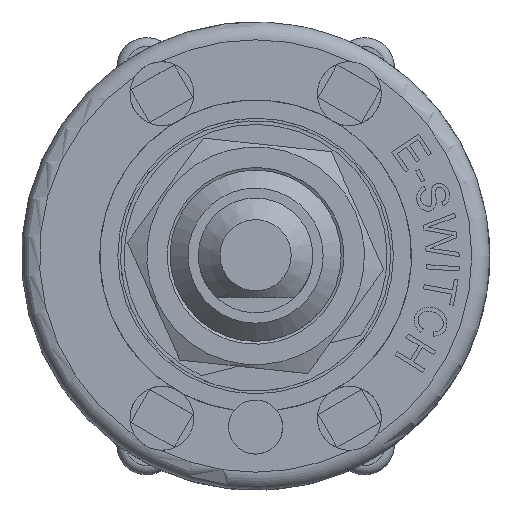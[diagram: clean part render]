
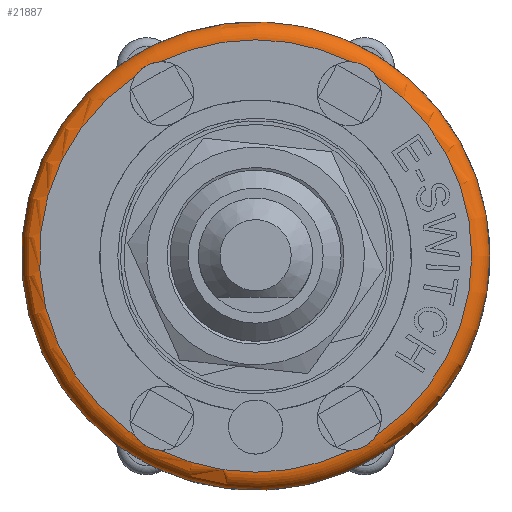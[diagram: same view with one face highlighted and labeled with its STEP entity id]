
A CAD part, top view. The second image highlights one B-rep face of the part: STEP entity #21887.
In plain terms, the highlighted toroidal (fillet/blend) face has major radius 12 mm and minor radius 1 mm.
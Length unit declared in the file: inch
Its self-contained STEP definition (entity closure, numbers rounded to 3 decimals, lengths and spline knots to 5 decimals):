
#21237=CARTESIAN_POINT('',(0.51181,0.0,0.37402));
#21238=VERTEX_POINT('',#21237);
#21239=CARTESIAN_POINT('',(0.0,0.0,0.37402));
#21240=DIRECTION('',(0.0,0.0,1.0));
#21241=DIRECTION('',(-1.0,0.0,0.0));
#21242=AXIS2_PLACEMENT_3D('',#21239,#21240,#21241);
#21243=CIRCLE('',#21242,0.51181);
#21244=EDGE_CURVE('',#21238,#21238,#21243,.T.);
#21487=CARTESIAN_POINT('',(-0.26379,0.39194,0.41339));
#21488=VERTEX_POINT('',#21487);
#21497=CARTESIAN_POINT('',(-0.20753,0.42442,0.41339));
#21498=VERTEX_POINT('',#21497);
#21506=CARTESIAN_POINT('',(-0.26379,0.39194,0.41339));
#21507=CARTESIAN_POINT('',(-0.26063,0.39693,0.41339));
#21508=CARTESIAN_POINT('',(-0.25684,0.40153,0.41318));
#21509=CARTESIAN_POINT('',(-0.25019,0.40776,0.41294));
#21510=CARTESIAN_POINT('',(-0.24774,0.40975,0.41287));
#21511=CARTESIAN_POINT('',(-0.24411,0.41233,0.41281));
#21512=CARTESIAN_POINT('',(-0.24303,0.41306,0.41279));
#21513=CARTESIAN_POINT('',(-0.24115,0.41424,0.41278));
#21514=CARTESIAN_POINT('',(-0.24035,0.41472,0.41278));
#21515=CARTESIAN_POINT('',(-0.23874,0.41565,0.41278));
#21516=CARTESIAN_POINT('',(-0.23791,0.4161,0.41278));
#21517=CARTESIAN_POINT('',(-0.23586,0.41717,0.4128));
#21518=CARTESIAN_POINT('',(-0.23462,0.41777,0.41281));
#21519=CARTESIAN_POINT('',(-0.23029,0.41972,0.41288));
#21520=CARTESIAN_POINT('',(-0.22713,0.42087,0.41296));
#21521=CARTESIAN_POINT('',(-0.2184,0.42336,0.41321));
#21522=CARTESIAN_POINT('',(-0.2129,0.4242,0.41339));
#21523=CARTESIAN_POINT('',(-0.20753,0.42442,0.41339));
#21524=B_SPLINE_CURVE_WITH_KNOTS('',3,(#21506,#21507,#21508,#21509,#21510,#21511,#21512,#21513,#21514,#21515,#21516,#21517,#21518,#21519,#21520,#21521,#21522,#21523),.UNSPECIFIED.,.F.,.U.,(4,2,2,2,2,2,2,2,4),(-0.30321,-0.28459,-0.27477,-0.27072,-0.26786,-0.26495,-0.2607,-0.25033,-0.23279),.UNSPECIFIED.);
#21525=EDGE_CURVE('',#21488,#21498,#21524,.T.);
#21561=CARTESIAN_POINT('',(-0.26379,-0.39194,0.41339));
#21562=VERTEX_POINT('',#21561);
#21572=CARTESIAN_POINT('',(-0.20753,-0.42442,0.41339));
#21573=VERTEX_POINT('',#21572);
#21574=CARTESIAN_POINT('',(-0.20753,-0.42442,0.41339));
#21575=CARTESIAN_POINT('',(-0.21344,-0.42418,0.41339));
#21576=CARTESIAN_POINT('',(-0.21932,-0.42319,0.41318));
#21577=CARTESIAN_POINT('',(-0.22803,-0.42055,0.41294));
#21578=CARTESIAN_POINT('',(-0.23098,-0.41943,0.41287));
#21579=CARTESIAN_POINT('',(-0.23503,-0.41757,0.41281));
#21580=CARTESIAN_POINT('',(-0.2362,-0.417,0.41279));
#21581=CARTESIAN_POINT('',(-0.23817,-0.41596,0.41278));
#21582=CARTESIAN_POINT('',(-0.23898,-0.41551,0.41278));
#21583=CARTESIAN_POINT('',(-0.24059,-0.41458,0.41278));
#21584=CARTESIAN_POINT('',(-0.2414,-0.41409,0.41278));
#21585=CARTESIAN_POINT('',(-0.24335,-0.41285,0.4128));
#21586=CARTESIAN_POINT('',(-0.24449,-0.41207,0.41281));
#21587=CARTESIAN_POINT('',(-0.24834,-0.4093,0.41288));
#21588=CARTESIAN_POINT('',(-0.25092,-0.40713,0.41296));
#21589=CARTESIAN_POINT('',(-0.25744,-0.40082,0.41321));
#21590=CARTESIAN_POINT('',(-0.26092,-0.39648,0.41339));
#21591=CARTESIAN_POINT('',(-0.26379,-0.39194,0.41339));
#21592=B_SPLINE_CURVE_WITH_KNOTS('',3,(#21574,#21575,#21576,#21577,#21578,#21579,#21580,#21581,#21582,#21583,#21584,#21585,#21586,#21587,#21588,#21589,#21590,#21591),.UNSPECIFIED.,.F.,.U.,(4,2,2,2,2,2,2,2,4),(-0.30321,-0.28459,-0.27477,-0.27072,-0.26786,-0.26495,-0.2607,-0.25033,-0.23279),.UNSPECIFIED.);
#21593=EDGE_CURVE('',#21573,#21562,#21592,.T.);
#21661=CARTESIAN_POINT('',(0.20753,-0.42442,0.41339));
#21662=VERTEX_POINT('',#21661);
#21672=CARTESIAN_POINT('',(0.26379,-0.39194,0.41339));
#21673=VERTEX_POINT('',#21672);
#21674=CARTESIAN_POINT('',(0.26379,-0.39194,0.41339));
#21675=CARTESIAN_POINT('',(0.26063,-0.39693,0.41339));
#21676=CARTESIAN_POINT('',(0.25684,-0.40153,0.41318));
#21677=CARTESIAN_POINT('',(0.25019,-0.40776,0.41294));
#21678=CARTESIAN_POINT('',(0.24774,-0.40975,0.41287));
#21679=CARTESIAN_POINT('',(0.24411,-0.41233,0.41281));
#21680=CARTESIAN_POINT('',(0.24303,-0.41306,0.41279));
#21681=CARTESIAN_POINT('',(0.24115,-0.41424,0.41278));
#21682=CARTESIAN_POINT('',(0.24035,-0.41472,0.41278));
#21683=CARTESIAN_POINT('',(0.23874,-0.41565,0.41278));
#21684=CARTESIAN_POINT('',(0.23791,-0.4161,0.41278));
#21685=CARTESIAN_POINT('',(0.23586,-0.41717,0.4128));
#21686=CARTESIAN_POINT('',(0.23462,-0.41777,0.41281));
#21687=CARTESIAN_POINT('',(0.23029,-0.41972,0.41288));
#21688=CARTESIAN_POINT('',(0.22713,-0.42087,0.41296));
#21689=CARTESIAN_POINT('',(0.2184,-0.42336,0.41321));
#21690=CARTESIAN_POINT('',(0.2129,-0.4242,0.41339));
#21691=CARTESIAN_POINT('',(0.20753,-0.42442,0.41339));
#21692=B_SPLINE_CURVE_WITH_KNOTS('',3,(#21674,#21675,#21676,#21677,#21678,#21679,#21680,#21681,#21682,#21683,#21684,#21685,#21686,#21687,#21688,#21689,#21690,#21691),.UNSPECIFIED.,.F.,.U.,(4,2,2,2,2,2,2,2,4),(-0.30321,-0.28459,-0.27477,-0.27072,-0.26786,-0.26495,-0.2607,-0.25033,-0.23279),.UNSPECIFIED.);
#21693=EDGE_CURVE('',#21673,#21662,#21692,.T.);
#21787=CARTESIAN_POINT('',(0.20753,0.42442,0.41339));
#21788=VERTEX_POINT('',#21787);
#21797=CARTESIAN_POINT('',(0.26379,0.39194,0.41339));
#21798=VERTEX_POINT('',#21797);
#21806=CARTESIAN_POINT('',(0.20753,0.42442,0.41339));
#21807=CARTESIAN_POINT('',(0.21344,0.42418,0.41339));
#21808=CARTESIAN_POINT('',(0.21932,0.42319,0.41318));
#21809=CARTESIAN_POINT('',(0.22803,0.42055,0.41294));
#21810=CARTESIAN_POINT('',(0.23098,0.41943,0.41287));
#21811=CARTESIAN_POINT('',(0.23503,0.41757,0.41281));
#21812=CARTESIAN_POINT('',(0.2362,0.417,0.41279));
#21813=CARTESIAN_POINT('',(0.23817,0.41596,0.41278));
#21814=CARTESIAN_POINT('',(0.23898,0.41551,0.41278));
#21815=CARTESIAN_POINT('',(0.24059,0.41458,0.41278));
#21816=CARTESIAN_POINT('',(0.2414,0.41409,0.41278));
#21817=CARTESIAN_POINT('',(0.24335,0.41285,0.4128));
#21818=CARTESIAN_POINT('',(0.24449,0.41207,0.41281));
#21819=CARTESIAN_POINT('',(0.24834,0.4093,0.41288));
#21820=CARTESIAN_POINT('',(0.25092,0.40713,0.41296));
#21821=CARTESIAN_POINT('',(0.25744,0.40082,0.41321));
#21822=CARTESIAN_POINT('',(0.26092,0.39648,0.41339));
#21823=CARTESIAN_POINT('',(0.26379,0.39194,0.41339));
#21824=B_SPLINE_CURVE_WITH_KNOTS('',3,(#21806,#21807,#21808,#21809,#21810,#21811,#21812,#21813,#21814,#21815,#21816,#21817,#21818,#21819,#21820,#21821,#21822,#21823),.UNSPECIFIED.,.F.,.U.,(4,2,2,2,2,2,2,2,4),(-0.30321,-0.28459,-0.27477,-0.27072,-0.26786,-0.26495,-0.2607,-0.25033,-0.23279),.UNSPECIFIED.);
#21825=EDGE_CURVE('',#21788,#21798,#21824,.T.);
#21845=CARTESIAN_POINT('',(0.0,0.0,0.37402));
#21846=DIRECTION('',(0.0,0.0,-1.0));
#21847=DIRECTION('',(-1.0,0.0,0.0));
#21848=AXIS2_PLACEMENT_3D('',#21845,#21846,#21847);
#21849=TOROIDAL_SURFACE('',#21848,0.47244,0.03937);
#21850=ORIENTED_EDGE('',*,*,#21244,.T.);
#21851=EDGE_LOOP('',(#21850));
#21852=FACE_OUTER_BOUND('',#21851,.T.);
#21853=CARTESIAN_POINT('',(0.0,0.0,0.41339));
#21854=DIRECTION('',(0.0,0.0,-1.0));
#21855=DIRECTION('',(-1.0,0.0,0.0));
#21856=AXIS2_PLACEMENT_3D('',#21853,#21854,#21855);
#21857=CIRCLE('',#21856,0.47244);
#21858=EDGE_CURVE('',#21562,#21488,#21857,.T.);
#21859=ORIENTED_EDGE('',*,*,#21858,.T.);
#21860=ORIENTED_EDGE('',*,*,#21525,.T.);
#21861=CARTESIAN_POINT('',(0.0,0.0,0.41339));
#21862=DIRECTION('',(0.0,0.0,-1.0));
#21863=DIRECTION('',(-1.0,0.0,0.0));
#21864=AXIS2_PLACEMENT_3D('',#21861,#21862,#21863);
#21865=CIRCLE('',#21864,0.47244);
#21866=EDGE_CURVE('',#21498,#21788,#21865,.T.);
#21867=ORIENTED_EDGE('',*,*,#21866,.T.);
#21868=ORIENTED_EDGE('',*,*,#21825,.T.);
#21869=CARTESIAN_POINT('',(0.0,0.0,0.41339));
#21870=DIRECTION('',(0.0,0.0,-1.0));
#21871=DIRECTION('',(-1.0,0.0,0.0));
#21872=AXIS2_PLACEMENT_3D('',#21869,#21870,#21871);
#21873=CIRCLE('',#21872,0.47244);
#21874=EDGE_CURVE('',#21798,#21673,#21873,.T.);
#21875=ORIENTED_EDGE('',*,*,#21874,.T.);
#21876=ORIENTED_EDGE('',*,*,#21693,.T.);
#21877=CARTESIAN_POINT('',(0.0,0.0,0.41339));
#21878=DIRECTION('',(0.0,0.0,-1.0));
#21879=DIRECTION('',(-1.0,0.0,0.0));
#21880=AXIS2_PLACEMENT_3D('',#21877,#21878,#21879);
#21881=CIRCLE('',#21880,0.47244);
#21882=EDGE_CURVE('',#21662,#21573,#21881,.T.);
#21883=ORIENTED_EDGE('',*,*,#21882,.T.);
#21884=ORIENTED_EDGE('',*,*,#21593,.T.);
#21885=EDGE_LOOP('',(#21859,#21860,#21867,#21868,#21875,#21876,#21883,#21884));
#21886=FACE_BOUND('',#21885,.T.);
#21887=ADVANCED_FACE('',(#21852,#21886),#21849,.T.);
